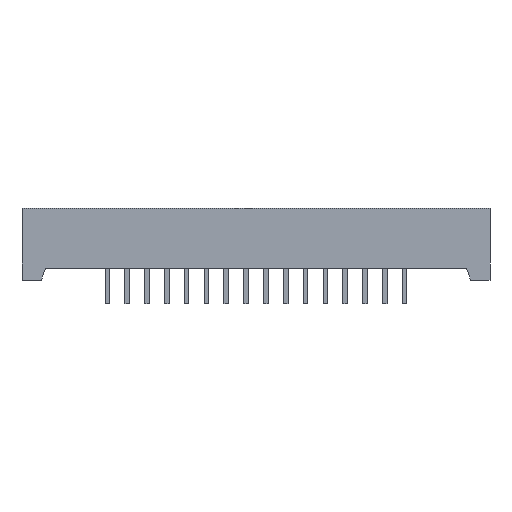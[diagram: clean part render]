
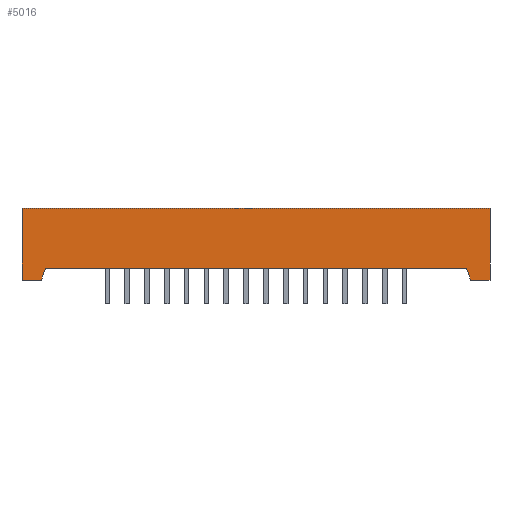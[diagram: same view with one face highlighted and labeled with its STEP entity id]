
A CAD part, front view. The second image highlights one B-rep face of the part: STEP entity #5016.
In plain terms, the highlighted planar face has unit normal (0, -1, 0).
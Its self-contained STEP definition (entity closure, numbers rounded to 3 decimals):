
#626=FACE_OUTER_BOUND('',#972,.T.);
#972=EDGE_LOOP('',(#4182,#4183,#4184,#4185,#4186,#4187,#4188,#4189));
#1555=LINE('',#7831,#2075);
#1563=LINE('',#7849,#2083);
#1571=LINE('',#7864,#2091);
#1580=LINE('',#7881,#2100);
#1609=LINE('',#7938,#2129);
#1618=LINE('',#7960,#2138);
#1619=LINE('',#7963,#2139);
#1620=LINE('',#7964,#2140);
#2075=VECTOR('',#6321,10.);
#2083=VECTOR('',#6333,10.);
#2091=VECTOR('',#6345,10.);
#2100=VECTOR('',#6356,10.);
#2129=VECTOR('',#6405,10.);
#2138=VECTOR('',#6434,10.);
#2139=VECTOR('',#6437,10.);
#2140=VECTOR('',#6438,10.);
#2467=VERTEX_POINT('',#7828);
#2468=VERTEX_POINT('',#7830);
#2475=VERTEX_POINT('',#7846);
#2476=VERTEX_POINT('',#7848);
#2481=VERTEX_POINT('',#7863);
#2488=VERTEX_POINT('',#7879);
#2509=VERTEX_POINT('',#7958);
#2510=VERTEX_POINT('',#7962);
#3027=EDGE_CURVE('',#2468,#2467,#1555,.T.);
#3035=EDGE_CURVE('',#2476,#2475,#1563,.T.);
#3043=EDGE_CURVE('',#2476,#2481,#1571,.T.);
#3052=EDGE_CURVE('',#2488,#2467,#1580,.T.);
#3081=EDGE_CURVE('',#2475,#2468,#1609,.T.);
#3092=EDGE_CURVE('',#2488,#2509,#1618,.T.);
#3093=EDGE_CURVE('',#2510,#2509,#1619,.T.);
#3094=EDGE_CURVE('',#2481,#2510,#1620,.T.);
#4182=ORIENTED_EDGE('',*,*,#3027,.T.);
#4183=ORIENTED_EDGE('',*,*,#3052,.F.);
#4184=ORIENTED_EDGE('',*,*,#3092,.T.);
#4185=ORIENTED_EDGE('',*,*,#3093,.F.);
#4186=ORIENTED_EDGE('',*,*,#3094,.F.);
#4187=ORIENTED_EDGE('',*,*,#3043,.F.);
#4188=ORIENTED_EDGE('',*,*,#3035,.T.);
#4189=ORIENTED_EDGE('',*,*,#3081,.T.);
#4765=PLANE('',#5347);
#5016=ADVANCED_FACE('',(#626),#4765,.T.);
#5347=AXIS2_PLACEMENT_3D('',#7961,#6435,#6436);
#6321=DIRECTION('',(0.316,0.,-0.949));
#6333=DIRECTION('',(0.316,0.,0.949));
#6345=DIRECTION('',(-1.,0.,0.));
#6356=DIRECTION('',(-1.,0.,0.));
#6405=DIRECTION('',(1.,0.,0.));
#6434=DIRECTION('',(0.,0.,1.));
#6435=DIRECTION('center_axis',(0.,-1.,0.));
#6436=DIRECTION('ref_axis',(1.,0.,0.));
#6437=DIRECTION('',(1.,0.,0.));
#6438=DIRECTION('',(0.,0.,1.));
#7828=CARTESIAN_POINT('',(27.5,-30.,0.));
#7830=CARTESIAN_POINT('',(27.,-30.,1.5));
#7831=CARTESIAN_POINT('',(24.625,-30.,8.625));
#7846=CARTESIAN_POINT('',(-27.,-30.,1.5));
#7848=CARTESIAN_POINT('',(-27.5,-30.,0.));
#7849=CARTESIAN_POINT('',(-27.375,-30.,0.375));
#7863=CARTESIAN_POINT('',(-30.,-30.,0.));
#7864=CARTESIAN_POINT('',(30.,-30.,0.));
#7879=CARTESIAN_POINT('',(30.,-30.,0.));
#7881=CARTESIAN_POINT('',(30.,-30.,0.));
#7938=CARTESIAN_POINT('',(-1.5,-30.,1.5));
#7958=CARTESIAN_POINT('',(30.,-30.,9.2));
#7960=CARTESIAN_POINT('',(30.,-30.,0.));
#7961=CARTESIAN_POINT('Origin',(-30.,-30.,0.));
#7962=CARTESIAN_POINT('',(-30.,-30.,9.2));
#7963=CARTESIAN_POINT('',(30.,-30.,9.2));
#7964=CARTESIAN_POINT('',(-30.,-30.,0.));
